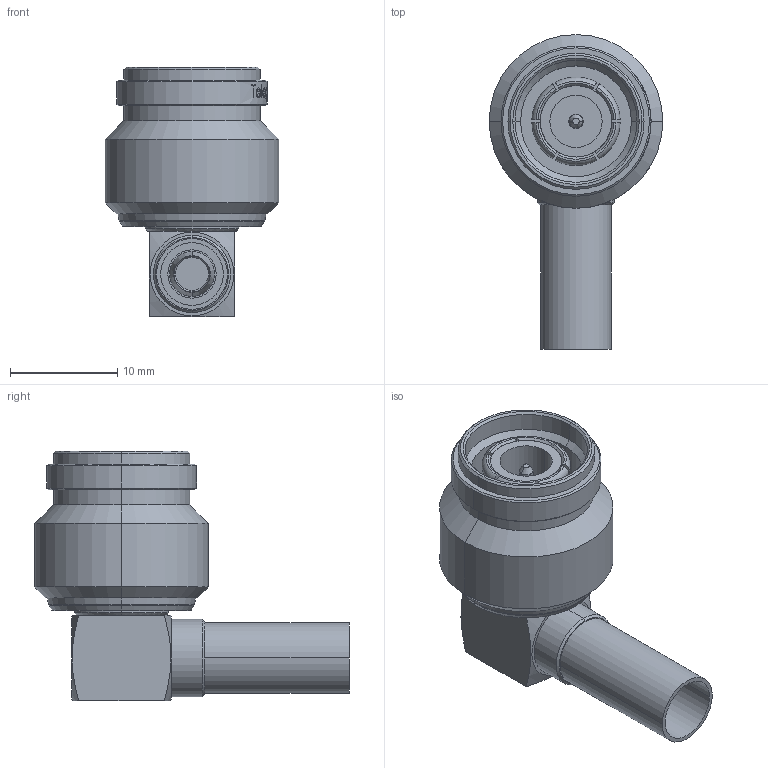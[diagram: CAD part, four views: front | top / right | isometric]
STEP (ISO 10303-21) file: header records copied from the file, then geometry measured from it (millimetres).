
FILE_DESCRIPTION (( 'STEP AP214' ), '1' );
FILE_NAME ('J01010A0006.STEP', '2017-04-05T09:04:35', ( '' ), ( '' ), 'SwSTEP 2.0', 'SolidWorks 2015', '' );
FILE_SCHEMA (( 'AUTOMOTIVE_DESIGN' ));
Length unit declared in the file: millimetre
Products named in the file (1): J01010A0006
Bounding box: 16.2 x 29.35 x 23.3 mm (x, y, z)
Volume: 3102.3 mm3; surface area: 2521.9 mm2
Topology: 1 solids, 1 shells, 304 faces, 751 edges, 486 vertices
Faces by surface type: plane 101, bspline 83, cylinder 66, cone 46, torus 8
Entity records: 17891 total; most frequent: CARTESIAN_POINT 8022, ORIENTED_EDGE 1502, DIRECTION 1096, EDGE_CURVE 751, VERTEX_POINT 486, AXIS2_PLACEMENT_3D 430, EDGE_LOOP 341, B_SPLINE_CURVE_WITH_KNOTS 307
